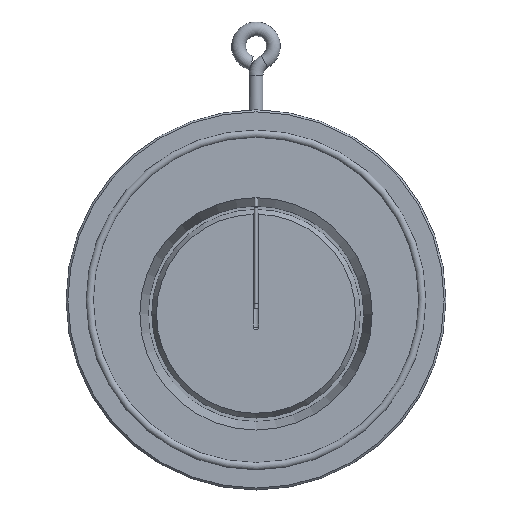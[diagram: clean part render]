
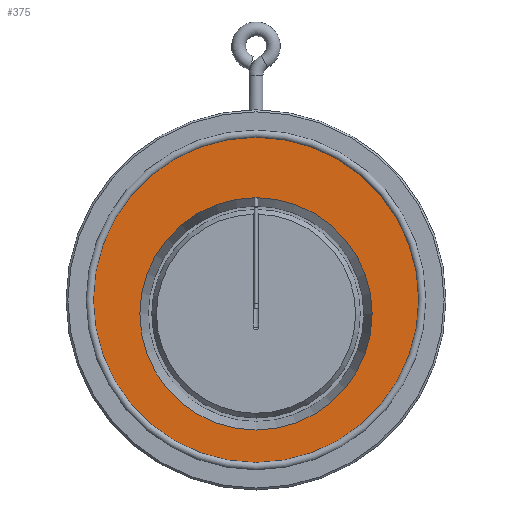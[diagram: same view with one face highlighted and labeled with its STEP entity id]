
A CAD part, top view. The second image highlights one B-rep face of the part: STEP entity #375.
In plain terms, the highlighted planar face has unit normal (0, 0, 1).
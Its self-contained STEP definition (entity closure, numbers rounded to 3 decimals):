
#3 = CARTESIAN_POINT ( 'NONE',  ( 0., 0., 0. ) ) ;
#9 = PLANE ( 'NONE',  #602 ) ;
#12 = DIRECTION ( 'NONE',  ( 0., 0., 1. ) ) ;
#14 = DIRECTION ( 'NONE',  ( 1., 0., 0. ) ) ;
#203 = AXIS2_PLACEMENT_3D ( 'NONE', #723, #216, #463 ) ;
#216 = DIRECTION ( 'NONE',  ( 0., 0., 1. ) ) ;
#242 = EDGE_CURVE ( 'NONE', #822, #822, #727, .T. ) ;
#348 = VERTEX_POINT ( 'NONE', #918 ) ;
#356 = FACE_OUTER_BOUND ( 'NONE', #650, .T. ) ;
#358 = EDGE_LOOP ( 'NONE', ( #595 ) ) ;
#375 = ADVANCED_FACE ( 'NONE', ( #882, #356 ), #9, .T. ) ;
#463 = DIRECTION ( 'NONE',  ( 0., -1., 0. ) ) ;
#528 = EDGE_CURVE ( 'NONE', #348, #348, #948, .T. ) ;
#595 = ORIENTED_EDGE ( 'NONE', *, *, #242, .F. ) ;
#602 = AXIS2_PLACEMENT_3D ( 'NONE', #3, #12, #14 ) ;
#615 = ORIENTED_EDGE ( 'NONE', *, *, #528, .F. ) ;
#650 = EDGE_LOOP ( 'NONE', ( #615 ) ) ;
#696 = AXIS2_PLACEMENT_3D ( 'NONE', #752, #771, #893 ) ;
#723 = CARTESIAN_POINT ( 'NONE',  ( 0., -6., 0. ) ) ;
#726 = CARTESIAN_POINT ( 'NONE',  ( 0., -56.14, 0. ) ) ;
#727 = CIRCLE ( 'NONE', #203, 50.14 ) ;
#752 = CARTESIAN_POINT ( 'NONE',  ( 0., 0., 0. ) ) ;
#771 = DIRECTION ( 'NONE',  ( 0., 0., -1. ) ) ;
#822 = VERTEX_POINT ( 'NONE', #726 ) ;
#882 = FACE_BOUND ( 'NONE', #358, .T. ) ;
#893 = DIRECTION ( 'NONE',  ( -1., 0., 0. ) ) ;
#918 = CARTESIAN_POINT ( 'NONE',  ( -70.22, 0., 0. ) ) ;
#948 = CIRCLE ( 'NONE', #696, 70.22 ) ;
